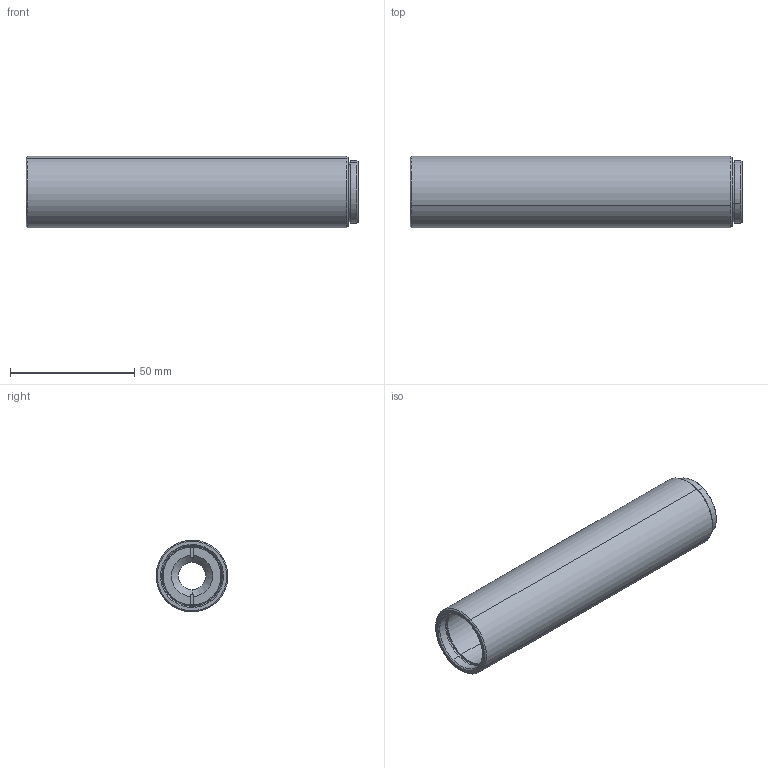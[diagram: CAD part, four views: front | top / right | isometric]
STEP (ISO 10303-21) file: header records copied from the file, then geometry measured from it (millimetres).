
FILE_DESCRIPTION (( 'STEP AP203' ), '1' );
FILE_NAME ('Web Model 36296_Default.step', '2018-07-24T18:07:41', ( '' ), ( '' ), 'SwSTEP 2.0', 'SolidWorks 2016', '' );
FILE_SCHEMA (( 'CONFIG_CONTROL_DESIGN' ));
Length unit declared in the file: millimetre
Products named in the file (1): Web Model 36296_Default
Bounding box: 133.84 x 28.97 x 28.97 mm (x, y, z)
Volume: 41041.5 mm3; surface area: 37055.2 mm2
Topology: 8 solids, 8 shells, 159 faces, 342 edges, 215 vertices
Faces by surface type: cylinder 68, plane 48, cone 43
Entity records: 4466 total; most frequent: DIRECTION 845, CARTESIAN_POINT 753, ORIENTED_EDGE 684, AXIS2_PLACEMENT_3D 355, EDGE_CURVE 342, VERTEX_POINT 215, CIRCLE 195, EDGE_LOOP 191
